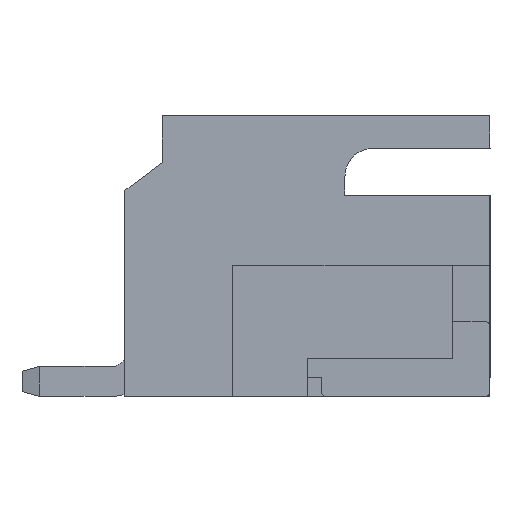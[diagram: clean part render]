
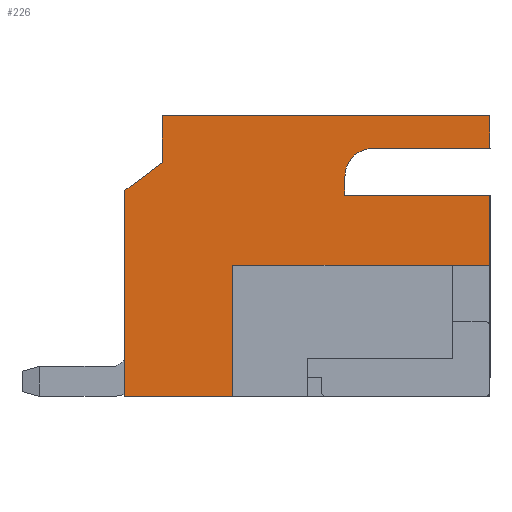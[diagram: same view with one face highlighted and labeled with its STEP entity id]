
A CAD part, left-side view. The second image highlights one B-rep face of the part: STEP entity #226.
In plain terms, the highlighted planar face has unit normal (-1, 0, 0).
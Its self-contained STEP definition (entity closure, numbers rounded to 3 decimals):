
#226=ADVANCED_FACE('',(#3504),#3506,.T.);
#3504=FACE_BOUND('',#3505,.T.);
#3505=EDGE_LOOP('',(#6093,#6094,#6095,#6096,#6097,#6098,#6099,#6100,#6101,#6102,
#6103,#6104,#6105));
#3506=PLANE('',#3507);
#3507=AXIS2_PLACEMENT_3D('',#3508,#3509,#3510);
#3508=CARTESIAN_POINT('',(-2.5,0.,0.));
#3509=DIRECTION('',(-1.,0.,0.));
#3510=DIRECTION('',(0.,0.,1.));
#6093=ORIENTED_EDGE('',*,*,#8027,.T.);
#6094=ORIENTED_EDGE('',*,*,#8028,.T.);
#6095=ORIENTED_EDGE('',*,*,#7982,.T.);
#6096=ORIENTED_EDGE('',*,*,#8026,.T.);
#6097=ORIENTED_EDGE('',*,*,#8005,.T.);
#6098=ORIENTED_EDGE('',*,*,#8029,.T.);
#6099=ORIENTED_EDGE('',*,*,#8030,.T.);
#6100=ORIENTED_EDGE('',*,*,#8031,.T.);
#6101=ORIENTED_EDGE('',*,*,#8032,.T.);
#6102=ORIENTED_EDGE('',*,*,#8033,.F.);
#6103=ORIENTED_EDGE('',*,*,#8034,.F.);
#6104=ORIENTED_EDGE('',*,*,#8035,.T.);
#6105=ORIENTED_EDGE('',*,*,#8036,.T.);
#7982=EDGE_CURVE('',#8983,#8981,#8984,.F.);
#8005=EDGE_CURVE('',#9026,#9024,#9027,.T.);
#8026=EDGE_CURVE('',#8981,#9026,#9055,.T.);
#8027=EDGE_CURVE('',#9056,#9057,#9058,.F.);
#8028=EDGE_CURVE('',#9057,#8983,#9059,.F.);
#8029=EDGE_CURVE('',#9024,#9060,#9061,.T.);
#8030=EDGE_CURVE('',#9060,#9062,#9063,.T.);
#8031=EDGE_CURVE('',#9062,#9064,#9065,.T.);
#8032=EDGE_CURVE('',#9064,#9066,#9067,.T.);
#8033=EDGE_CURVE('',#9068,#9066,#9069,.T.);
#8034=EDGE_CURVE('',#9070,#9068,#9071,.T.);
#8035=EDGE_CURVE('',#9070,#9072,#9073,.T.);
#8036=EDGE_CURVE('',#9072,#9056,#9074,.F.);
#8981=VERTEX_POINT('',#10603);
#8983=VERTEX_POINT('',#10607);
#8984=LINE('',#10608,#10609);
#9024=VERTEX_POINT('',#10693);
#9026=VERTEX_POINT('',#10697);
#9027=LINE('',#10698,#10699);
#9055=LINE('',#10769,#10770);
#9056=VERTEX_POINT('',#10772);
#9057=VERTEX_POINT('',#10773);
#9058=LINE('',#10774,#10775);
#9059=CIRCLE('',#10777,0.6);
#9060=VERTEX_POINT('',#10781);
#9061=LINE('',#10782,#10783);
#9062=VERTEX_POINT('',#10785);
#9063=LINE('',#10786,#10787);
#9064=VERTEX_POINT('',#10789);
#9065=LINE('',#10790,#10791);
#9066=VERTEX_POINT('',#10793);
#9067=LINE('',#10794,#10795);
#9068=VERTEX_POINT('',#10797);
#9069=LINE('',#10798,#10799);
#9070=VERTEX_POINT('',#10801);
#9071=LINE('',#10802,#10803);
#9072=VERTEX_POINT('',#10805);
#9073=LINE('',#10806,#10807);
#9074=LINE('',#10809,#10810);
#10603=CARTESIAN_POINT('',(-2.5,-7.,5.3));
#10607=CARTESIAN_POINT('',(-2.5,-4.5,5.3));
#10608=CARTESIAN_POINT('',(-2.5,-7.,5.3));
#10609=VECTOR('',#10610,1.);
#10610=DIRECTION('',(0.,1.,0.));
#10693=CARTESIAN_POINT('',(-2.5,0.,6.));
#10697=CARTESIAN_POINT('',(-2.5,-7.,6.));
#10698=CARTESIAN_POINT('',(-2.5,-7.,6.));
#10699=VECTOR('',#10700,1.);
#10700=DIRECTION('',(0.,1.,0.));
#10769=CARTESIAN_POINT('',(-2.5,-7.,5.3));
#10770=VECTOR('',#10771,1.);
#10771=DIRECTION('',(0.,0.,1.));
#10772=CARTESIAN_POINT('',(-2.5,-3.9,4.3));
#10773=CARTESIAN_POINT('',(-2.5,-3.9,4.7));
#10774=CARTESIAN_POINT('',(-2.5,-3.9,4.7));
#10775=VECTOR('',#10776,1.);
#10776=DIRECTION('',(0.,0.,-1.));
#10777=AXIS2_PLACEMENT_3D('',#10778,#10779,#10780);
#10778=CARTESIAN_POINT('',(-2.5,-4.5,4.7));
#10779=DIRECTION('',(-1.,0.,0.));
#10780=DIRECTION('',(0.,0.,1.));
#10781=CARTESIAN_POINT('',(-2.5,0.,5.));
#10782=CARTESIAN_POINT('',(-2.5,0.,6.));
#10783=VECTOR('',#10784,1.);
#10784=DIRECTION('',(0.,0.,-1.));
#10785=CARTESIAN_POINT('',(-2.5,0.8,4.4));
#10786=CARTESIAN_POINT('',(-2.5,0.,5.));
#10787=VECTOR('',#10788,1.);
#10788=DIRECTION('',(0.,0.8,-0.6));
#10789=CARTESIAN_POINT('',(-2.5,0.8,0.));
#10790=CARTESIAN_POINT('',(-2.5,0.8,4.4));
#10791=VECTOR('',#10792,1.);
#10792=DIRECTION('',(0.,0.,-1.));
#10793=CARTESIAN_POINT('',(-2.5,-1.5,0.));
#10794=CARTESIAN_POINT('',(-2.5,0.8,0.));
#10795=VECTOR('',#10796,1.);
#10796=DIRECTION('',(0.,-1.,0.));
#10797=CARTESIAN_POINT('',(-2.5,-1.5,2.8));
#10798=CARTESIAN_POINT('',(-2.5,-1.5,2.8));
#10799=VECTOR('',#10800,1.);
#10800=DIRECTION('',(0.,0.,-1.));
#10801=CARTESIAN_POINT('',(-2.5,-7.,2.8));
#10802=CARTESIAN_POINT('',(-2.5,-7.,2.8));
#10803=VECTOR('',#10804,1.);
#10804=DIRECTION('',(0.,1.,0.));
#10805=CARTESIAN_POINT('',(-2.5,-7.,4.3));
#10806=CARTESIAN_POINT('',(-2.5,-7.,2.8));
#10807=VECTOR('',#10808,1.);
#10808=DIRECTION('',(0.,0.,1.));
#10809=CARTESIAN_POINT('',(-2.5,-3.9,4.3));
#10810=VECTOR('',#10811,1.);
#10811=DIRECTION('',(0.,-1.,0.));
